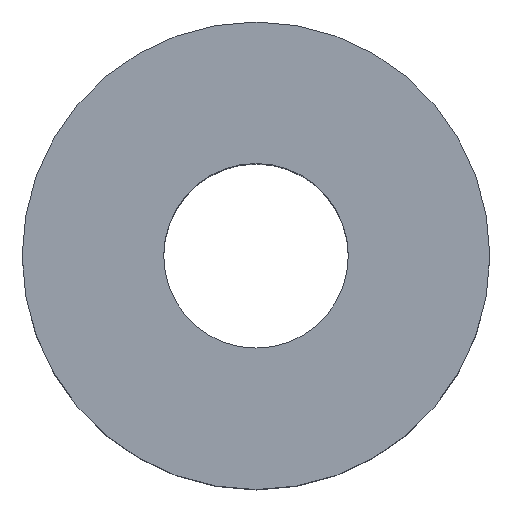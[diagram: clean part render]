
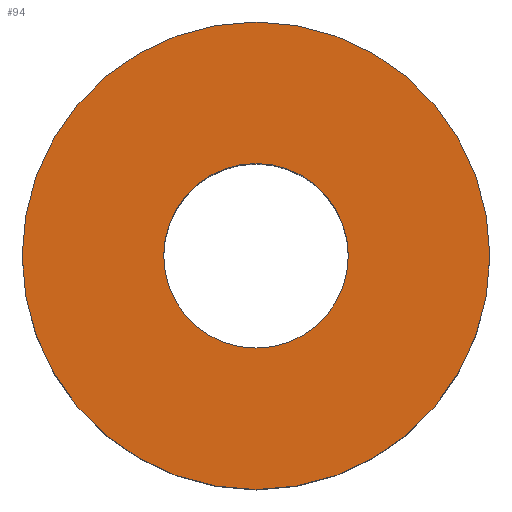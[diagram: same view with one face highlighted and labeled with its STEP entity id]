
A CAD part, top view. The second image highlights one B-rep face of the part: STEP entity #94.
In plain terms, the highlighted planar face has unit normal (0, 0, 1).
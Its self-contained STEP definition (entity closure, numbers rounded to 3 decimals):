
#27=FACE_BOUND('',#37,.T.);
#30=FACE_OUTER_BOUND('',#36,.T.);
#36=EDGE_LOOP('',(#66));
#37=EDGE_LOOP('',(#67));
#45=CIRCLE('',#116,2.55);
#46=CIRCLE('',#117,1.007);
#51=VERTEX_POINT('',#164);
#52=VERTEX_POINT('',#166);
#57=EDGE_CURVE('',#51,#51,#45,.T.);
#58=EDGE_CURVE('',#52,#52,#46,.T.);
#66=ORIENTED_EDGE('',*,*,#57,.F.);
#67=ORIENTED_EDGE('',*,*,#58,.F.);
#84=PLANE('',#115);
#94=ADVANCED_FACE('',(#30,#27),#84,.T.);
#115=AXIS2_PLACEMENT_3D('',#163,#132,#133);
#116=AXIS2_PLACEMENT_3D('',#165,#134,#135);
#117=AXIS2_PLACEMENT_3D('',#167,#136,#137);
#132=DIRECTION('center_axis',(0.,0.,1.));
#133=DIRECTION('ref_axis',(1.,0.,0.));
#134=DIRECTION('center_axis',(0.,0.,-1.));
#135=DIRECTION('ref_axis',(-1.,0.,0.));
#136=DIRECTION('center_axis',(0.,0.,1.));
#137=DIRECTION('ref_axis',(1.,0.,0.));
#163=CARTESIAN_POINT('Origin',(-2.55,0.,2.5));
#164=CARTESIAN_POINT('',(2.55,0.,2.5));
#165=CARTESIAN_POINT('Origin',(0.,0.,2.5));
#166=CARTESIAN_POINT('',(-1.007,0.,2.5));
#167=CARTESIAN_POINT('Origin',(0.,0.,2.5));
